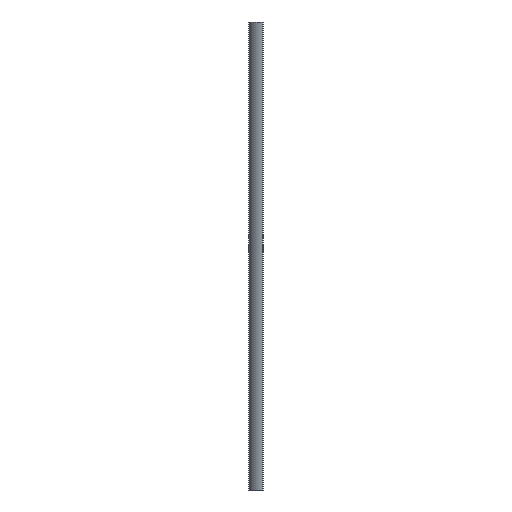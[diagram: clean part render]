
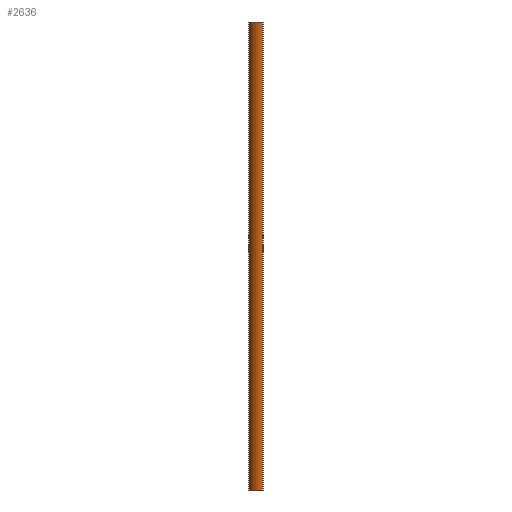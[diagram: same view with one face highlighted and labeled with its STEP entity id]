
A CAD part, left-side view. The second image highlights one B-rep face of the part: STEP entity #2636.
In plain terms, the highlighted cylindrical face has radius 30.071 mm (diameter 60.143 mm), a partial arc.
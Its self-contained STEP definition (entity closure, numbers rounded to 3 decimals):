
#261 = LINE ( 'NONE', #3542, #2719 ) ;
#303 = ORIENTED_EDGE ( 'NONE', *, *, #1393, .T. ) ;
#355 = DIRECTION ( 'NONE',  ( 0., 0., 1. ) ) ;
#378 = CARTESIAN_POINT ( 'NONE',  ( 12.858, 14.995, -1000. ) ) ;
#437 = EDGE_LOOP ( 'NONE', ( #3592, #3249, #303, #3734 ) ) ;
#510 = EDGE_CURVE ( 'NONE', #1172, #1257, #261, .T. ) ;
#522 = DIRECTION ( 'NONE',  ( 1., 0., 0. ) ) ;
#552 = CARTESIAN_POINT ( 'NONE',  ( 15., -15., 0. ) ) ;
#855 = VERTEX_POINT ( 'NONE', #2424 ) ;
#1172 = VERTEX_POINT ( 'NONE', #2980 ) ;
#1257 = VERTEX_POINT ( 'NONE', #2753 ) ;
#1304 = CARTESIAN_POINT ( 'NONE',  ( 15., -15., -1000. ) ) ;
#1393 = EDGE_CURVE ( 'NONE', #3239, #1172, #2604, .T. ) ;
#1415 = AXIS2_PLACEMENT_3D ( 'NONE', #1614, #1633, #2836 ) ;
#1588 = DIRECTION ( 'NONE',  ( 0., 0., 1. ) ) ;
#1600 = EDGE_CURVE ( 'NONE', #855, #1257, #2162, .T. ) ;
#1614 = CARTESIAN_POINT ( 'NONE',  ( 15., -15., -1000. ) ) ;
#1633 = DIRECTION ( 'NONE',  ( 0., 0., 1. ) ) ;
#2110 = CARTESIAN_POINT ( 'NONE',  ( 12.858, 14.995, -1000. ) ) ;
#2162 = CIRCLE ( 'NONE', #3736, 30.071 ) ;
#2424 = CARTESIAN_POINT ( 'NONE',  ( 12.858, 14.995, 0. ) ) ;
#2450 = DIRECTION ( 'NONE',  ( 1., 0., 0. ) ) ;
#2604 = CIRCLE ( 'NONE', #1415, 30.071 ) ;
#2616 = EDGE_CURVE ( 'NONE', #3239, #855, #3377, .T. ) ;
#2636 = ADVANCED_FACE ( 'NONE', ( #3394 ), #3671, .T. ) ;
#2719 = VECTOR ( 'NONE', #3495, 1000. ) ;
#2753 = CARTESIAN_POINT ( 'NONE',  ( -14.995, -12.858, 0. ) ) ;
#2836 = DIRECTION ( 'NONE',  ( 1., 0., 0. ) ) ;
#2980 = CARTESIAN_POINT ( 'NONE',  ( -14.995, -12.858, -1000. ) ) ;
#3076 = AXIS2_PLACEMENT_3D ( 'NONE', #1304, #355, #2450 ) ;
#3239 = VERTEX_POINT ( 'NONE', #2110 ) ;
#3249 = ORIENTED_EDGE ( 'NONE', *, *, #2616, .F. ) ;
#3377 = LINE ( 'NONE', #378, #3523 ) ;
#3394 = FACE_OUTER_BOUND ( 'NONE', #437, .T. ) ;
#3495 = DIRECTION ( 'NONE',  ( 0., 0., 1. ) ) ;
#3523 = VECTOR ( 'NONE', #1588, 1000. ) ;
#3542 = CARTESIAN_POINT ( 'NONE',  ( -14.995, -12.858, -1000. ) ) ;
#3576 = DIRECTION ( 'NONE',  ( 0., 0., 1. ) ) ;
#3592 = ORIENTED_EDGE ( 'NONE', *, *, #1600, .F. ) ;
#3671 = CYLINDRICAL_SURFACE ( 'NONE', #3076, 30.071 ) ;
#3734 = ORIENTED_EDGE ( 'NONE', *, *, #510, .T. ) ;
#3736 = AXIS2_PLACEMENT_3D ( 'NONE', #552, #3576, #522 ) ;
